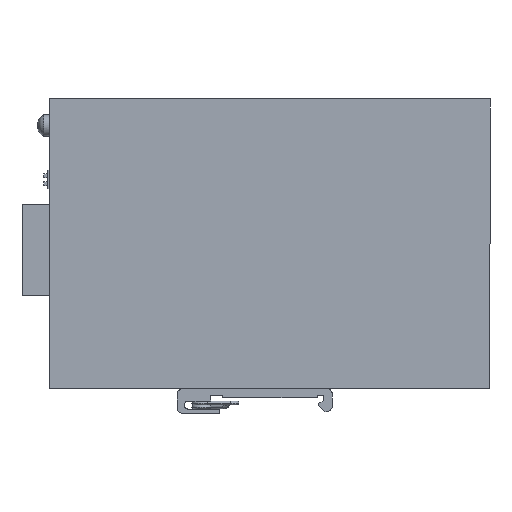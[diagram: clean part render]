
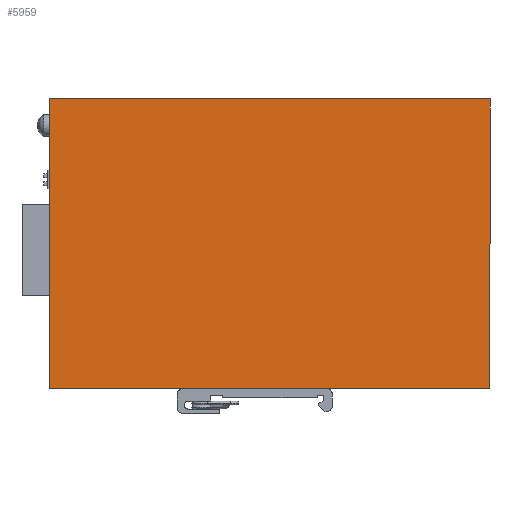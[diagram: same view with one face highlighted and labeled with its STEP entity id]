
A CAD part, left-side view. The second image highlights one B-rep face of the part: STEP entity #5959.
In plain terms, the highlighted planar face has unit normal (-1, 0, 0).
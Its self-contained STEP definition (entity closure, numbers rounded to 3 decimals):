
#5932=AXIS2_PLACEMENT_3D('Plane Axis2P3D',#5929,#5930,#5931) ;
#40=CARTESIAN_POINT('Vertex',(0.,144.3,8.7)) ;
#56=CARTESIAN_POINT('Vertex',(0.,0.,8.7)) ;
#59=CARTESIAN_POINT('Line Origine',(0.,72.15,8.7)) ;
#5929=CARTESIAN_POINT('Axis2P3D Location',(0.,144.3,8.7)) ;
#5934=CARTESIAN_POINT('Line Origine',(0.,144.3,56.15)) ;
#5938=CARTESIAN_POINT('Vertex',(0.,144.3,103.6)) ;
#5941=CARTESIAN_POINT('Line Origine',(0.,0.,56.15)) ;
#5945=CARTESIAN_POINT('Vertex',(0.,0.,103.6)) ;
#5948=CARTESIAN_POINT('Line Origine',(0.,72.15,103.6)) ;
#60=DIRECTION('Vector Direction',(0.,-1.,0.)) ;
#5930=DIRECTION('Axis2P3D Direction',(-1.,0.,0.)) ;
#5931=DIRECTION('Axis2P3D XDirection',(0.,-1.,0.)) ;
#5935=DIRECTION('Vector Direction',(0.,0.,1.)) ;
#5942=DIRECTION('Vector Direction',(0.,0.,1.)) ;
#5949=DIRECTION('Vector Direction',(0.,-1.,0.)) ;
#61=VECTOR('Line Direction',#60,1.) ;
#5936=VECTOR('Line Direction',#5935,1.) ;
#5943=VECTOR('Line Direction',#5942,1.) ;
#5950=VECTOR('Line Direction',#5949,1.) ;
#5954=ORIENTED_EDGE('',*,*,#5940,.F.) ;
#5955=ORIENTED_EDGE('',*,*,#63,.F.) ;
#5956=ORIENTED_EDGE('',*,*,#5947,.T.) ;
#5957=ORIENTED_EDGE('',*,*,#5952,.F.) ;
#5959=ADVANCED_FACE('SWITCH',(#5958),#5933,.T.) ;
#63=EDGE_CURVE('',#57,#41,#62,.F.) ;
#5940=EDGE_CURVE('',#41,#5939,#5937,.T.) ;
#5947=EDGE_CURVE('',#57,#5946,#5944,.T.) ;
#5952=EDGE_CURVE('',#5939,#5946,#5951,.T.) ;
#5953=EDGE_LOOP('',(#5954,#5955,#5956,#5957)) ;
#5958=FACE_OUTER_BOUND('',#5953,.T.) ;
#62=LINE('Line',#59,#61) ;
#5937=LINE('Line',#5934,#5936) ;
#5944=LINE('Line',#5941,#5943) ;
#5951=LINE('Line',#5948,#5950) ;
#5933=PLANE('',#5932) ;
#41=VERTEX_POINT('',#40) ;
#57=VERTEX_POINT('',#56) ;
#5939=VERTEX_POINT('',#5938) ;
#5946=VERTEX_POINT('',#5945) ;
